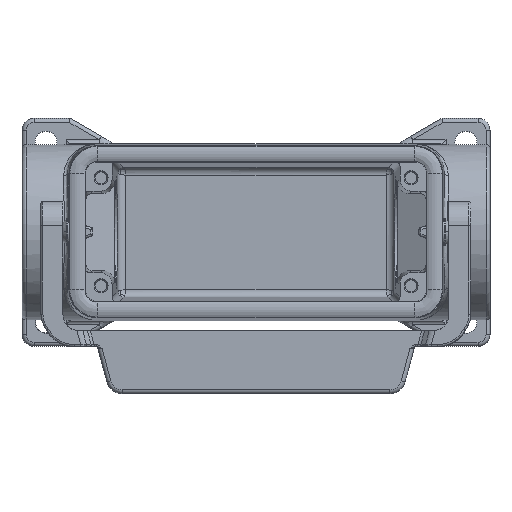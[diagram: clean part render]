
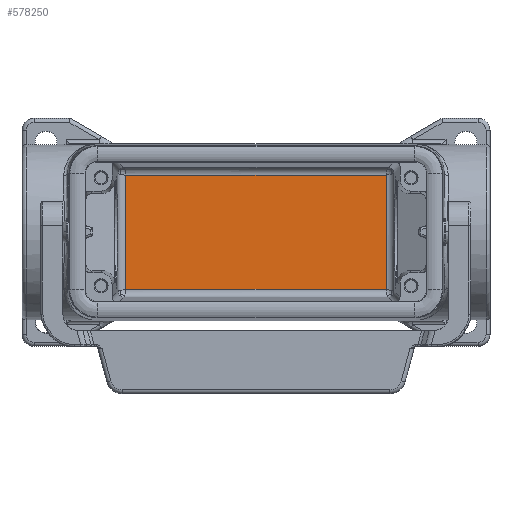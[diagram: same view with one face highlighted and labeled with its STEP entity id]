
A CAD part, top view. The second image highlights one B-rep face of the part: STEP entity #578250.
In plain terms, the highlighted planar face has unit normal (0, 0, 1).
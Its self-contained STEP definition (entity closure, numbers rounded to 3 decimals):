
#544210=CARTESIAN_POINT('',(106.102,54.488,
3.));
#544220=VERTEX_POINT('',#544210);
#544250=CARTESIAN_POINT('',(0.,54.488,3.));
#544260=DIRECTION('',(-1.,0.,0.));
#544270=VECTOR('',#544260,1.);
#544280=LINE('',#544250,#544270);
#544290=CARTESIAN_POINT('',(41.035,54.488,
3.));
#544300=VERTEX_POINT('',#544290);
#544310=EDGE_CURVE('',#544220,#544300,#544280,.T.);
#567170=CARTESIAN_POINT('',(41.035,25.922,
3.));
#567180=VERTEX_POINT('',#567170);
#572170=CARTESIAN_POINT('',(0.,25.922,3.));
#572180=DIRECTION('',(1.,0.,0.));
#572190=VECTOR('',#572180,1.);
#572200=LINE('',#572170,#572190);
#572210=CARTESIAN_POINT('',(106.102,25.922,
3.));
#572220=VERTEX_POINT('',#572210);
#572230=EDGE_CURVE('',#567180,#572220,#572200,.T.);
#573440=CARTESIAN_POINT('',(106.102,0.,
3.));
#573450=DIRECTION('',(0.,1.,0.));
#573460=VECTOR('',#573450,1.);
#573470=LINE('',#573440,#573460);
#573480=EDGE_CURVE('',#572220,#544220,#573470,.T.);
#574610=CARTESIAN_POINT('',(41.035,0.,
3.));
#574620=DIRECTION('',(0.,1.,0.));
#574630=VECTOR('',#574620,1.);
#574640=LINE('',#574610,#574630);
#574650=EDGE_CURVE('',#567180,#544300,#574640,.T.);
#578140=CARTESIAN_POINT('',(97.269,40.205,3.))
;
#578150=DIRECTION('',(0.,0.,1.));
#578160=DIRECTION('',(-1.,0.,0.));
#578170=AXIS2_PLACEMENT_3D('',#578140,#578150,#578160);
#578180=PLANE('',#578170);
#578190=ORIENTED_EDGE('',*,*,#572230,.T.);
#578200=ORIENTED_EDGE('',*,*,#574650,.F.);
#578210=ORIENTED_EDGE('',*,*,#544310,.T.);
#578220=ORIENTED_EDGE('',*,*,#573480,.T.);
#578230=EDGE_LOOP('',(#578220,#578210,#578200,#578190));
#578240=FACE_OUTER_BOUND('',#578230,.T.);
#578250=ADVANCED_FACE('',(#578240),#578180,.T.);
